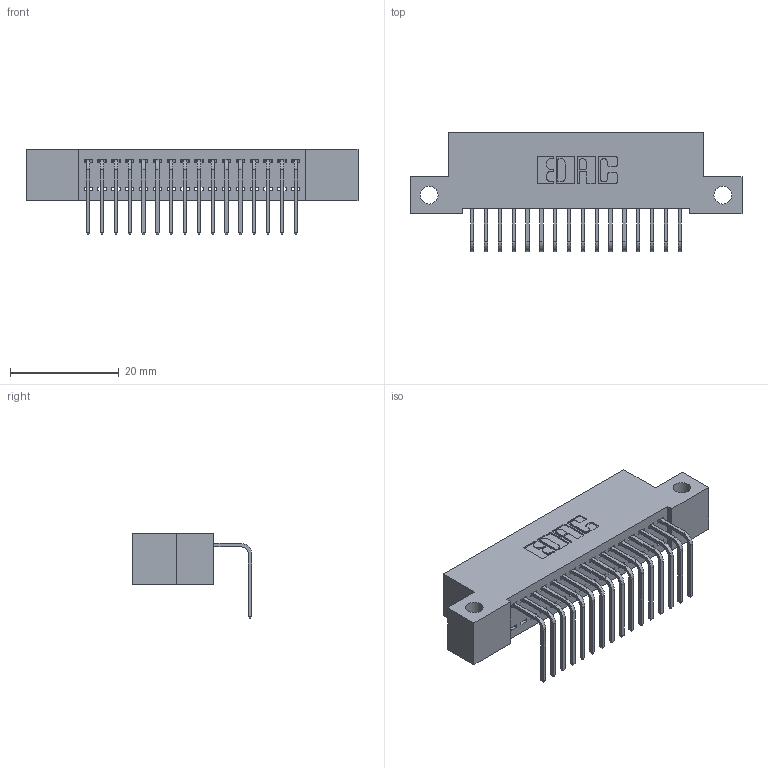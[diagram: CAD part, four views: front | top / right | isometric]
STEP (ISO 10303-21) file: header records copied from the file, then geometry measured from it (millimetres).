
FILE_DESCRIPTION (( 'STEP AP203' ), '1' );
FILE_NAME ('342-016-558-112.STEP', '2019-10-01T19:09:14', ( '' ), ( '' ), 'SwSTEP 2.0', 'SolidWorks 2016', '' );
FILE_SCHEMA (( 'CONFIG_CONTROL_DESIGN' ));
Length unit declared in the file: inch
Products named in the file (3): 342 Part_Side Mount; 345-292-001_558 Tail - 2; 342-016-558-112
Assembly tree (17 placements, depth 2):
  342-016-558-112
    342 Part_Side Mount
    345-292-001_558 Tail - 2  x16
Bounding box: 60.96 x 21.91 x 15.62 mm (x, y, z)
Volume: 5228.6 mm3; surface area: 7332.1 mm2
Topology: 17 solids, 17 shells, 1070 faces, 3211 edges, 2118 vertices
Faces by surface type: plane 770, cylinder 300
Entity records: 13099 total; most frequent: CARTESIAN_POINT 2270, ORIENTED_EDGE 2222, DIRECTION 1967, EDGE_CURVE 1111, LINE 983, VECTOR 983, VERTEX_POINT 738, AXIS2_PLACEMENT_3D 492
